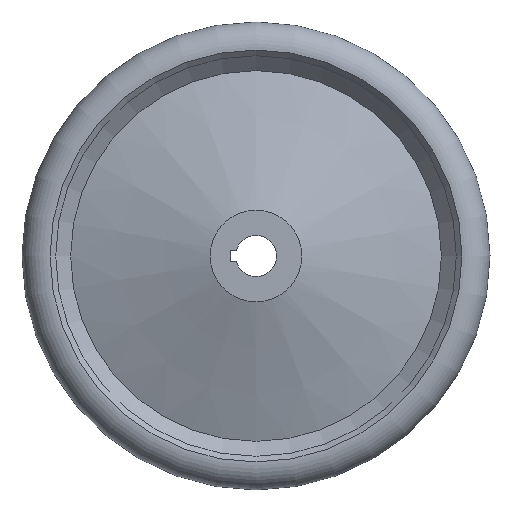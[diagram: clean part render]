
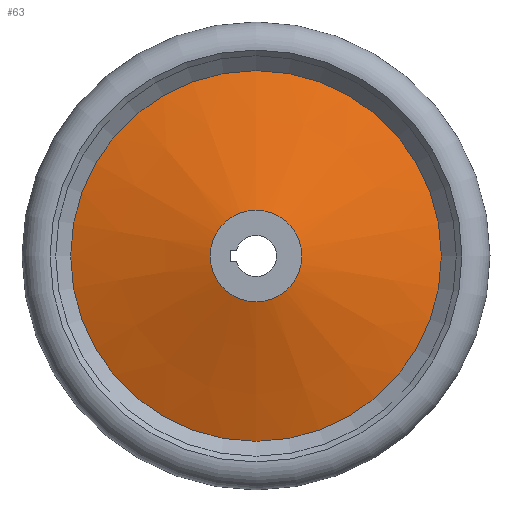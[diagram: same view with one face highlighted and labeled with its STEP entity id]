
A CAD part, left-side view. The second image highlights one B-rep face of the part: STEP entity #63.
In plain terms, the highlighted conical face has half-angle 71.935 degrees and reference radius 99 mm.
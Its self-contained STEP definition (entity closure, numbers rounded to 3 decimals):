
#63 = ADVANCED_FACE( '', ( #131, #132 ), #133, .T. );
#131 = FACE_BOUND( '', #195, .T. );
#132 = FACE_OUTER_BOUND( '', #196, .T. );
#133 = CONICAL_SURFACE( '', #197, 99., 1.256 );
#195 = EDGE_LOOP( '', ( #295 ) );
#196 = EDGE_LOOP( '', ( #296 ) );
#197 = AXIS2_PLACEMENT_3D( '', #297, #298, #299 );
#295 = ORIENTED_EDGE( '', *, *, #321, .F. );
#296 = ORIENTED_EDGE( '', *, *, #340, .T. );
#297 = CARTESIAN_POINT( '', ( 43.8, 0., 0. ) );
#298 = DIRECTION( '', ( 1., 0., 0. ) );
#299 = DIRECTION( '', ( 0., 0., -1. ) );
#321 = EDGE_CURVE( '', #363, #363, #364, .T. );
#340 = EDGE_CURVE( '', #392, #392, #393, .T. );
#363 = VERTEX_POINT( '', #418 );
#364 = CIRCLE( '', #419, 24.5 );
#392 = VERTEX_POINT( '', #456 );
#393 = CIRCLE( '', #457, 99. );
#418 = CARTESIAN_POINT( '', ( 19.5, 0., 24.5 ) );
#419 = AXIS2_PLACEMENT_3D( '', #485, #486, #487 );
#456 = CARTESIAN_POINT( '', ( 43.8, 0., 99. ) );
#457 = AXIS2_PLACEMENT_3D( '', #506, #507, #508 );
#485 = CARTESIAN_POINT( '', ( 19.5, 0., 0. ) );
#486 = DIRECTION( '', ( -1., 0., 0. ) );
#487 = DIRECTION( '', ( 0., 0., 1. ) );
#506 = CARTESIAN_POINT( '', ( 43.8, 0., 0. ) );
#507 = DIRECTION( '', ( -1., 0., 0. ) );
#508 = DIRECTION( '', ( 0., 0., 1. ) );
